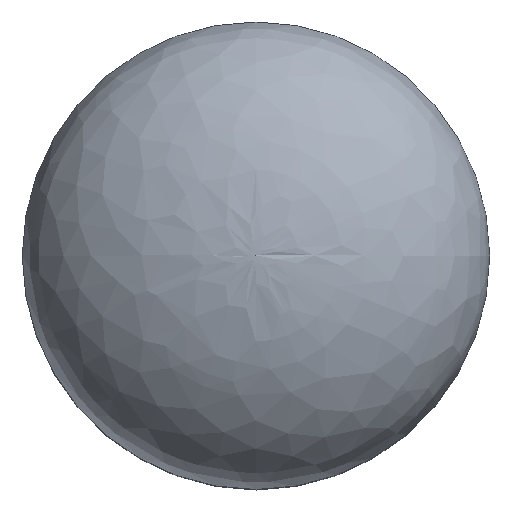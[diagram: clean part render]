
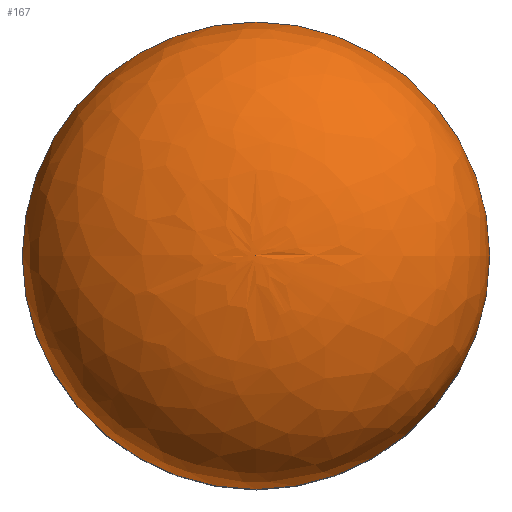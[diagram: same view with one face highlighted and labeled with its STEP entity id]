
A CAD part, top view. The second image highlights one B-rep face of the part: STEP entity #167.
In plain terms, the highlighted free-form (B-spline) face has degree [2, 2] with [3, 9] control points.
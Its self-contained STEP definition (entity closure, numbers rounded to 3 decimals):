
#15=ELLIPSE('',#209,15.,10.);
#16=(
BOUNDED_SURFACE()
B_SPLINE_SURFACE(2,2,((#316,#317,#318,#319,#320,#321,#322,#323,#324),(#325,
#326,#327,#328,#329,#330,#331,#332,#333),(#334,#335,#336,#337,#338,#339,
#340,#341,#342)),.UNSPECIFIED.,.F.,.T.,.F.)
B_SPLINE_SURFACE_WITH_KNOTS((3,3),(3,2,2,2,3),(-1.571,0.),(0.,
1.571,3.142,4.712,6.283),
 .UNSPECIFIED.)
GEOMETRIC_REPRESENTATION_ITEM()
RATIONAL_B_SPLINE_SURFACE(((1.,0.707,1.,0.707,1.,
0.707,1.,0.707,1.),(0.707,0.5,0.707,
0.5,0.707,0.5,0.707,0.5,0.707),(1.,
0.707,1.,0.707,1.,0.707,1.,0.707,
1.)))
REPRESENTATION_ITEM('')
SURFACE()
);
#38=FACE_OUTER_BOUND('',#52,.T.);
#52=EDGE_LOOP('',(#149,#150,#151,#152));
#67=CIRCLE('',#193,15.);
#68=CIRCLE('',#194,15.);
#82=VERTEX_POINT('',#291);
#83=VERTEX_POINT('',#292);
#89=VERTEX_POINT('',#343);
#98=EDGE_CURVE('',#82,#83,#67,.T.);
#99=EDGE_CURVE('',#83,#82,#68,.T.);
#110=EDGE_CURVE('',#89,#82,#15,.T.);
#149=ORIENTED_EDGE('',*,*,#110,.T.);
#150=ORIENTED_EDGE('',*,*,#98,.T.);
#151=ORIENTED_EDGE('',*,*,#99,.T.);
#152=ORIENTED_EDGE('',*,*,#110,.F.);
#167=ADVANCED_FACE('',(#38),#16,.T.);
#193=AXIS2_PLACEMENT_3D('',#293,#236,#237);
#194=AXIS2_PLACEMENT_3D('',#294,#238,#239);
#209=AXIS2_PLACEMENT_3D('',#344,#270,#271);
#236=DIRECTION('center_axis',(0.,0.,1.));
#237=DIRECTION('ref_axis',(1.,0.,0.));
#238=DIRECTION('center_axis',(0.,0.,1.));
#239=DIRECTION('ref_axis',(1.,0.,0.));
#270=DIRECTION('center_axis',(0.,1.,0.));
#271=DIRECTION('ref_axis',(1.,0.,0.));
#291=CARTESIAN_POINT('',(15.,0.,30.));
#292=CARTESIAN_POINT('',(-15.,0.,30.));
#293=CARTESIAN_POINT('Origin',(0.,0.,30.));
#294=CARTESIAN_POINT('Origin',(0.,0.,30.));
#316=CARTESIAN_POINT('Ctrl Pts',(0.,0.,40.));
#317=CARTESIAN_POINT('Ctrl Pts',(0.,0.,
40.));
#318=CARTESIAN_POINT('Ctrl Pts',(0.,0.,40.));
#319=CARTESIAN_POINT('Ctrl Pts',(0.,0.,
40.));
#320=CARTESIAN_POINT('Ctrl Pts',(0.,0.,40.));
#321=CARTESIAN_POINT('Ctrl Pts',(0.,0.,
40.));
#322=CARTESIAN_POINT('Ctrl Pts',(0.,0.,40.));
#323=CARTESIAN_POINT('Ctrl Pts',(0.,0.,
40.));
#324=CARTESIAN_POINT('Ctrl Pts',(0.,0.,40.));
#325=CARTESIAN_POINT('Ctrl Pts',(15.,0.,40.));
#326=CARTESIAN_POINT('Ctrl Pts',(15.,15.,40.));
#327=CARTESIAN_POINT('Ctrl Pts',(0.,15.,40.));
#328=CARTESIAN_POINT('Ctrl Pts',(-15.,15.,40.));
#329=CARTESIAN_POINT('Ctrl Pts',(-15.,0.,40.));
#330=CARTESIAN_POINT('Ctrl Pts',(-15.,-15.,40.));
#331=CARTESIAN_POINT('Ctrl Pts',(0.,-15.,40.));
#332=CARTESIAN_POINT('Ctrl Pts',(15.,-15.,40.));
#333=CARTESIAN_POINT('Ctrl Pts',(15.,0.,40.));
#334=CARTESIAN_POINT('Ctrl Pts',(15.,0.,30.));
#335=CARTESIAN_POINT('Ctrl Pts',(15.,15.,30.));
#336=CARTESIAN_POINT('Ctrl Pts',(0.,15.,30.));
#337=CARTESIAN_POINT('Ctrl Pts',(-15.,15.,30.));
#338=CARTESIAN_POINT('Ctrl Pts',(-15.,0.,30.));
#339=CARTESIAN_POINT('Ctrl Pts',(-15.,-15.,30.));
#340=CARTESIAN_POINT('Ctrl Pts',(0.,-15.,30.));
#341=CARTESIAN_POINT('Ctrl Pts',(15.,-15.,30.));
#342=CARTESIAN_POINT('Ctrl Pts',(15.,0.,30.));
#343=CARTESIAN_POINT('',(0.,0.,40.));
#344=CARTESIAN_POINT('Origin',(0.,0.,30.));
